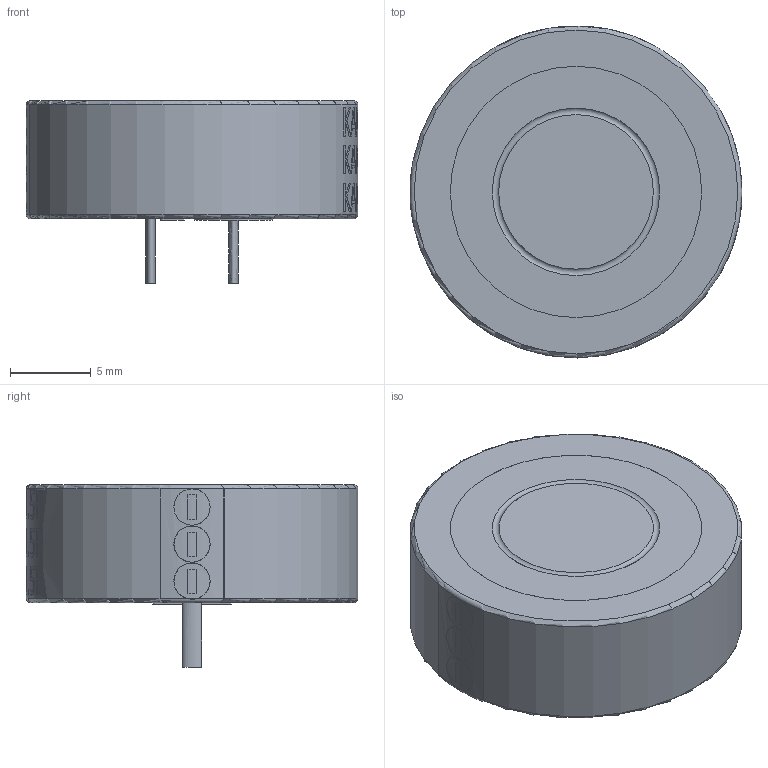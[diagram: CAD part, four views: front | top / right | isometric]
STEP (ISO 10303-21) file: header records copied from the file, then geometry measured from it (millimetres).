
FILE_DESCRIPTION(/* description */ (''),/* implementation_level */ '2;1');
FILE_NAME(/* name */ 'Supercapacitor C type 5.5V 1.5F.stp',/* time_stamp */ '2022-03-30T10:21:45+02:00',/* author */ ('David'),/* organization */ (''),/* preprocessor_version */ 'ST-DEVELOPER v18.1',/* originating_system */ 'Autodesk Inventor 2022',/* authorisation */ '');
FILE_SCHEMA (('AUTOMOTIVE_DESIGN { 1 0 10303 214 3 1 1 }'));
Length unit declared in the file: millimetre
Products named in the file (1): Supercapacitor C type 5.5V 1.5F
Bounding box: 20.61 x 20.61 x 11.32 mm (x, y, z)
Volume: 2447.8 mm3; surface area: 1172.8 mm2
Topology: 2 solids, 3 shells, 642 faces, 1733 edges, 1150 vertices
Faces by surface type: plane 299, bspline 272, cylinder 68, torus 3
Full cylindrical faces by diameter (mm): 4.9 x1, 15.61 x2
Entity records: 26964 total; most frequent: CARTESIAN_POINT 11673, ORIENTED_EDGE 3460, DIRECTION 2283, EDGE_CURVE 1730, VERTEX_POINT 1148, LINE 823, VECTOR 823, AXIS2_PLACEMENT_3D 730
